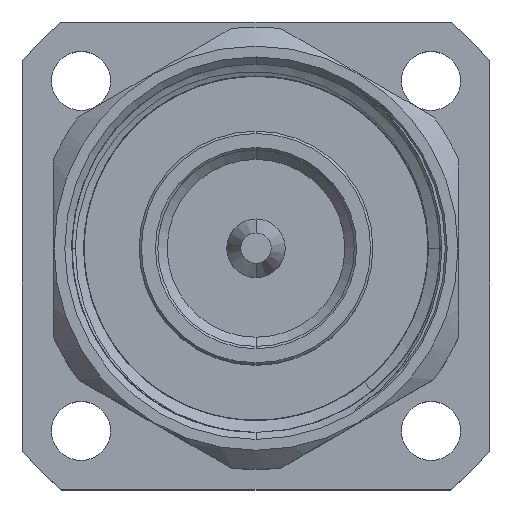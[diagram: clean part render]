
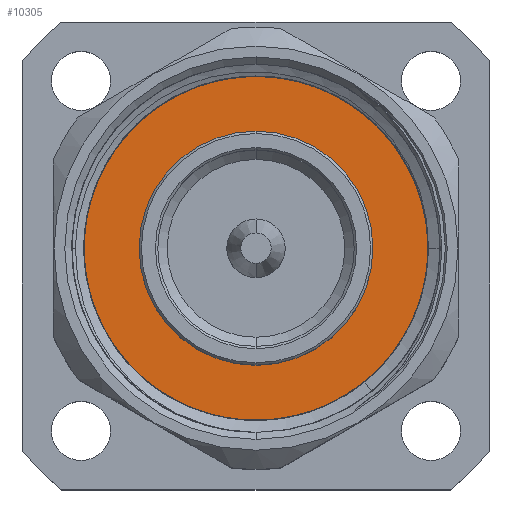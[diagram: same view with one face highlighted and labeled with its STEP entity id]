
A CAD part, top view. The second image highlights one B-rep face of the part: STEP entity #10305.
In plain terms, the highlighted face is planar.
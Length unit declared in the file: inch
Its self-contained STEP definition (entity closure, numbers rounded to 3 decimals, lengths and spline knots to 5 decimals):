
#192 = ORIENTED_EDGE ( 'NONE', *, *, #9337, .T. ) ;
#424 = CARTESIAN_POINT ( 'NONE',  ( 0.3317, 0.3937, 0. ) ) ;
#433 = DIRECTION ( 'NONE',  ( 0., -1., 0. ) ) ;
#558 = CARTESIAN_POINT ( 'NONE',  ( 0.3317, -0.09337, -0.37703 ) ) ;
#599 = CARTESIAN_POINT ( 'NONE',  ( 0.3317, 0.34356, -0.14563 ) ) ;
#638 = CARTESIAN_POINT ( 'NONE',  ( 0.3317, 0.32839, -0.17951 ) ) ;
#714 = CARTESIAN_POINT ( 'NONE',  ( 0.3317, 0.36886, -0.01871 ) ) ;
#758 = CIRCLE ( 'NONE', #11791, 0.3937 ) ;
#865 = DIRECTION ( 'NONE',  ( 0., -1., 0. ) ) ;
#968 = VERTEX_POINT ( 'NONE', #5334 ) ;
#1074 = DIRECTION ( 'NONE',  ( 0., -1., 0. ) ) ;
#1100 = CARTESIAN_POINT ( 'NONE',  ( 0.3317, 0., 0. ) ) ;
#1307 = DIRECTION ( 'NONE',  ( 0., -1., 0. ) ) ;
#1483 = CARTESIAN_POINT ( 'NONE',  ( 0.3317, 0.25057, -0.28294 ) ) ;
#1565 = CARTESIAN_POINT ( 'NONE',  ( 0.3317, 0.22225, -0.30698 ) ) ;
#1610 = CARTESIAN_POINT ( 'NONE',  ( 0.3317, -0.05683, -0.38319 ) ) ;
#1641 = CARTESIAN_POINT ( 'NONE',  ( 0.3317, -0.27282, -0.28385 ) ) ;
#1678 = CARTESIAN_POINT ( 'NONE',  ( 0.3317, -0.27282, -0.28385 ) ) ;
#1905 = CIRCLE ( 'NONE', #10996, 0.24999 ) ;
#1965 = VERTEX_POINT ( 'NONE', #424 ) ;
#2145 = DIRECTION ( 'NONE',  ( -1., 0., 0. ) ) ;
#2436 = CARTESIAN_POINT ( 'NONE',  ( 0.3317, 0.07264, -0.37827 ) ) ;
#2810 = FACE_BOUND ( 'NONE', #8353, .T. ) ;
#2954 = VERTEX_POINT ( 'NONE', #8172 ) ;
#2969 = CARTESIAN_POINT ( 'NONE',  ( 0.3317, 0.3937, 0. ) ) ;
#3253 = CIRCLE ( 'NONE', #5348, 0.24999 ) ;
#3317 = CARTESIAN_POINT ( 'NONE',  ( 0.3317, 0.29945, -0.22719 ) ) ;
#3387 = CARTESIAN_POINT ( 'NONE',  ( 0.3317, 0.20734, -0.31787 ) ) ;
#3399 = VERTEX_POINT ( 'NONE', #7209 ) ;
#3429 = CARTESIAN_POINT ( 'NONE',  ( 0.3317, 0.26397, -0.26976 ) ) ;
#3681 = FACE_OUTER_BOUND ( 'NONE', #9768, .T. ) ;
#4220 = CARTESIAN_POINT ( 'NONE',  ( 0.3317, -0.11165, -0.37259 ) ) ;
#4302 = CARTESIAN_POINT ( 'NONE',  ( 0.3317, -0.21342, -0.32895 ) ) ;
#4342 = CARTESIAN_POINT ( 'NONE',  ( 0.3317, 0.01709, -0.38465 ) ) ;
#4384 = PLANE ( 'NONE',  #6552 ) ;
#4410 = ORIENTED_EDGE ( 'NONE', *, *, #8185, .T. ) ;
#4701 = DIRECTION ( 'NONE',  ( 1., 0., 0. ) ) ;
#4932 = CARTESIAN_POINT ( 'NONE',  ( 0.3317, 0., 0. ) ) ;
#4976 = VERTEX_POINT ( 'NONE', #1678 ) ;
#5111 = EDGE_CURVE ( 'NONE', #1965, #3399, #8790, .T. ) ;
#5165 = CARTESIAN_POINT ( 'NONE',  ( 0.3317, -0.14696, -0.36127 ) ) ;
#5203 = CARTESIAN_POINT ( 'NONE',  ( 0.3317, -0.00149, -0.38553 ) ) ;
#5291 = ORIENTED_EDGE ( 'NONE', *, *, #7641, .T. ) ;
#5318 = CARTESIAN_POINT ( 'NONE',  ( 0.3317, 0.02643, -0.38387 ) ) ;
#5334 = CARTESIAN_POINT ( 'NONE',  ( 0.3317, 0.24999, 0. ) ) ;
#5348 = AXIS2_PLACEMENT_3D ( 'NONE', #6532, #6428, #1074 ) ;
#5763 = AXIS2_PLACEMENT_3D ( 'NONE', #5942, #7662, #433 ) ;
#5942 = CARTESIAN_POINT ( 'NONE',  ( 0.3317, 0., 0. ) ) ;
#6141 = ORIENTED_EDGE ( 'NONE', *, *, #7942, .T. ) ;
#6172 = ORIENTED_EDGE ( 'NONE', *, *, #9920, .T. ) ;
#6178 = CARTESIAN_POINT ( 'NONE',  ( 0.3317, -0.19728, -0.33825 ) ) ;
#6237 = VECTOR ( 'NONE', #7443, 39.37008 ) ;
#6428 = DIRECTION ( 'NONE',  ( 1., 0., 0. ) ) ;
#6532 = CARTESIAN_POINT ( 'NONE',  ( 0.3317, 0., 0. ) ) ;
#6552 = AXIS2_PLACEMENT_3D ( 'NONE', #11665, #9064, #865 ) ;
#6918 = B_SPLINE_CURVE_WITH_KNOTS ( 'NONE', 3,
 ( #7042, #714, #8877, #7911, #11620, #10729, #599, #638, #11660, #3317, #10573, #3429, #1483, #1565, #3387, #9655, #9771, #7003, #2436, #5318, #4342, #5203, #9814, #11496, #1610, #558, #4220, #5165, #7873, #6178, #4302, #7945, #7082, #1641 ),
 .UNSPECIFIED., .F., .F.,
 ( 4, 2, 2, 2, 2, 2, 2, 2, 2, 2, 2, 2, 2, 2, 2, 2, 4 ),
 ( 0., 0.00142, 0.00284, 0.00426, 0.00568, 0.0071, 0.00853, 0.00995, 0.01137, 0.01421, 0.01492, 0.01563, 0.01705, 0.01847, 0.01989, 0.02131, 0.02273 ),
 .UNSPECIFIED. ) ;
#7003 = CARTESIAN_POINT ( 'NONE',  ( 0.3317, 0.10823, -0.36857 ) ) ;
#7042 = CARTESIAN_POINT ( 'NONE',  ( 0.3317, 0.36833, 0. ) ) ;
#7082 = CARTESIAN_POINT ( 'NONE',  ( 0.3317, -0.259, -0.29645 ) ) ;
#7209 = CARTESIAN_POINT ( 'NONE',  ( 0.3317, 0.36833, 0. ) ) ;
#7443 = DIRECTION ( 'NONE',  ( 0., -1., 0. ) ) ;
#7641 = EDGE_CURVE ( 'NONE', #4976, #8692, #9027, .T. ) ;
#7662 = DIRECTION ( 'NONE',  ( -1., 0., 0. ) ) ;
#7680 = ORIENTED_EDGE ( 'NONE', *, *, #5111, .T. ) ;
#7873 = CARTESIAN_POINT ( 'NONE',  ( 0.3317, -0.16408, -0.3544 ) ) ;
#7911 = CARTESIAN_POINT ( 'NONE',  ( 0.3317, 0.36341, -0.07443 ) ) ;
#7942 = EDGE_CURVE ( 'NONE', #968, #2954, #1905, .T. ) ;
#7945 = CARTESIAN_POINT ( 'NONE',  ( 0.3317, -0.24435, -0.30799 ) ) ;
#8172 = CARTESIAN_POINT ( 'NONE',  ( 0.3317, -0.24999, 0. ) ) ;
#8185 = EDGE_CURVE ( 'NONE', #8692, #1965, #758, .T. ) ;
#8285 = DIRECTION ( 'NONE',  ( 0., -1., 0. ) ) ;
#8344 = CARTESIAN_POINT ( 'NONE',  ( 0.3317, -0.3937, 0. ) ) ;
#8353 = EDGE_LOOP ( 'NONE', ( #6172, #6141 ) ) ;
#8692 = VERTEX_POINT ( 'NONE', #8344 ) ;
#8790 = LINE ( 'NONE', #2969, #6237 ) ;
#8877 = CARTESIAN_POINT ( 'NONE',  ( 0.3317, 0.36797, -0.03733 ) ) ;
#9027 = CIRCLE ( 'NONE', #5763, 0.3937 ) ;
#9064 = DIRECTION ( 'NONE',  ( -1., 0., 0. ) ) ;
#9337 = EDGE_CURVE ( 'NONE', #3399, #4976, #6918, .T. ) ;
#9655 = CARTESIAN_POINT ( 'NONE',  ( 0.3317, 0.17602, -0.33744 ) ) ;
#9768 = EDGE_LOOP ( 'NONE', ( #7680, #192, #5291, #4410 ) ) ;
#9771 = CARTESIAN_POINT ( 'NONE',  ( 0.3317, 0.15955, -0.34614 ) ) ;
#9814 = CARTESIAN_POINT ( 'NONE',  ( 0.3317, -0.01075, -0.38563 ) ) ;
#9920 = EDGE_CURVE ( 'NONE', #2954, #968, #3253, .T. ) ;
#10305 = ADVANCED_FACE ( 'NONE', ( #3681, #2810 ), #4384, .T. ) ;
#10573 = CARTESIAN_POINT ( 'NONE',  ( 0.3317, 0.28835, -0.24193 ) ) ;
#10729 = CARTESIAN_POINT ( 'NONE',  ( 0.3317, 0.34982, -0.12826 ) ) ;
#10996 = AXIS2_PLACEMENT_3D ( 'NONE', #1100, #4701, #8285 ) ;
#11496 = CARTESIAN_POINT ( 'NONE',  ( 0.3317, -0.03846, -0.38495 ) ) ;
#11620 = CARTESIAN_POINT ( 'NONE',  ( 0.3317, 0.35974, -0.0927 ) ) ;
#11660 = CARTESIAN_POINT ( 'NONE',  ( 0.3317, 0.31944, -0.19606 ) ) ;
#11665 = CARTESIAN_POINT ( 'NONE',  ( 0.3317, 0., 0. ) ) ;
#11791 = AXIS2_PLACEMENT_3D ( 'NONE', #4932, #2145, #1307 ) ;
